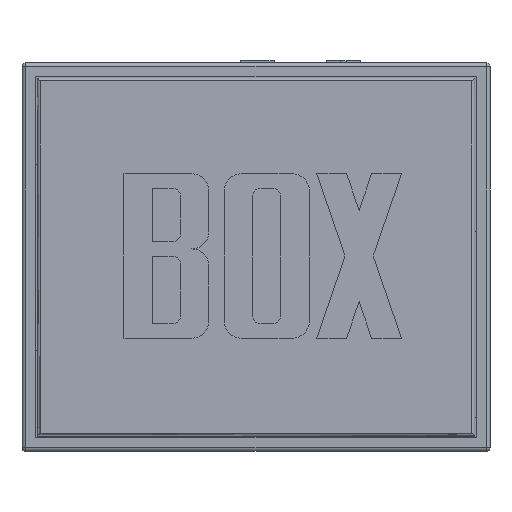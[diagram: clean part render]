
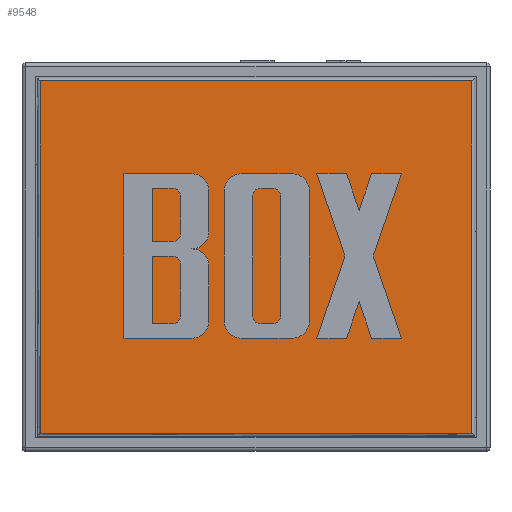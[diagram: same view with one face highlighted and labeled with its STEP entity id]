
A CAD part, front view. The second image highlights one B-rep face of the part: STEP entity #9548.
In plain terms, the highlighted planar face has unit normal (0, -1, 0).
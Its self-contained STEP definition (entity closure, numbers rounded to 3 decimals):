
#9152 = CYLINDRICAL_SURFACE('',#9153,0.5);
#9153 = AXIS2_PLACEMENT_3D('',#9154,#9155,#9156);
#9154 = CARTESIAN_POINT('',(2.7,-29.8,3.2));
#9155 = DIRECTION('',(1.,0.,0.));
#9156 = DIRECTION('',(0.,0.,-1.));
#9232 = CYLINDRICAL_SURFACE('',#9233,0.5);
#9233 = AXIS2_PLACEMENT_3D('',#9234,#9235,#9236);
#9234 = CARTESIAN_POINT('',(3.2,-29.8,65.9));
#9235 = DIRECTION('',(0.,0.,-1.));
#9236 = DIRECTION('',(-1.,0.,0.));
#9247 = VERTEX_POINT('',#9248);
#9248 = CARTESIAN_POINT('',(3.2,-30.3,3.2));
#9293 = EDGE_CURVE('',#9247,#9294,#9296,.T.);
#9294 = VERTEX_POINT('',#9295);
#9295 = CARTESIAN_POINT('',(79.4,-30.3,3.2));
#9296 = SURFACE_CURVE('',#9297,(#9301,#9307),.PCURVE_S1.);
#9297 = LINE('',#9298,#9299);
#9298 = CARTESIAN_POINT('',(2.7,-30.3,3.2));
#9299 = VECTOR('',#9300,1.);
#9300 = DIRECTION('',(1.,0.,0.));
#9301 = PCURVE('',#9152,#9302);
#9302 = DEFINITIONAL_REPRESENTATION('',(#9303),#9306);
#9303 = B_SPLINE_CURVE_WITH_KNOTS('',1,(#9304,#9305),.UNSPECIFIED.,.F.,
  .F.,(2,2),(0.5,76.7),.PIECEWISE_BEZIER_KNOTS.);
#9304 = CARTESIAN_POINT('',(-1.571,0.5));
#9305 = CARTESIAN_POINT('',(-1.571,76.7));
#9306 = ( GEOMETRIC_REPRESENTATION_CONTEXT(2) 
PARAMETRIC_REPRESENTATION_CONTEXT() REPRESENTATION_CONTEXT('2D SPACE',''
  ) );
#9307 = PCURVE('',#9308,#9313);
#9308 = PLANE('',#9309);
#9309 = AXIS2_PLACEMENT_3D('',#9310,#9311,#9312);
#9310 = CARTESIAN_POINT('',(41.3,-30.3,34.3));
#9311 = DIRECTION('',(0.,-1.,0.));
#9312 = DIRECTION('',(0.,0.,-1.));
#9313 = DEFINITIONAL_REPRESENTATION('',(#9314),#9318);
#9314 = LINE('',#9315,#9316);
#9315 = CARTESIAN_POINT('',(31.1,-38.6));
#9316 = VECTOR('',#9317,1.);
#9317 = DIRECTION('',(0.,1.));
#9318 = ( GEOMETRIC_REPRESENTATION_CONTEXT(2) 
PARAMETRIC_REPRESENTATION_CONTEXT() REPRESENTATION_CONTEXT('2D SPACE',''
  ) );
#9341 = CYLINDRICAL_SURFACE('',#9342,0.5);
#9342 = AXIS2_PLACEMENT_3D('',#9343,#9344,#9345);
#9343 = CARTESIAN_POINT('',(79.4,-29.8,2.7));
#9344 = DIRECTION('',(0.,0.,1.));
#9345 = DIRECTION('',(1.,0.,0.));
#9477 = CYLINDRICAL_SURFACE('',#9478,0.5);
#9478 = AXIS2_PLACEMENT_3D('',#9479,#9480,#9481);
#9479 = CARTESIAN_POINT('',(79.9,-29.8,65.4));
#9480 = DIRECTION('',(-1.,0.,0.));
#9481 = DIRECTION('',(0.,0.,1.));
#9492 = VERTEX_POINT('',#9493);
#9493 = CARTESIAN_POINT('',(3.2,-30.3,65.4));
#9527 = EDGE_CURVE('',#9492,#9247,#9528,.T.);
#9528 = SURFACE_CURVE('',#9529,(#9533,#9539),.PCURVE_S1.);
#9529 = LINE('',#9530,#9531);
#9530 = CARTESIAN_POINT('',(3.2,-30.3,65.9));
#9531 = VECTOR('',#9532,1.);
#9532 = DIRECTION('',(0.,0.,-1.));
#9533 = PCURVE('',#9232,#9534);
#9534 = DEFINITIONAL_REPRESENTATION('',(#9535),#9538);
#9535 = B_SPLINE_CURVE_WITH_KNOTS('',1,(#9536,#9537),.UNSPECIFIED.,.F.,
  .F.,(2,2),(0.5,62.7),.PIECEWISE_BEZIER_KNOTS.);
#9536 = CARTESIAN_POINT('',(-1.571,0.5));
#9537 = CARTESIAN_POINT('',(-1.571,62.7));
#9538 = ( GEOMETRIC_REPRESENTATION_CONTEXT(2) 
PARAMETRIC_REPRESENTATION_CONTEXT() REPRESENTATION_CONTEXT('2D SPACE',''
  ) );
#9539 = PCURVE('',#9308,#9540);
#9540 = DEFINITIONAL_REPRESENTATION('',(#9541),#9545);
#9541 = LINE('',#9542,#9543);
#9542 = CARTESIAN_POINT('',(-31.6,-38.1));
#9543 = VECTOR('',#9544,1.);
#9544 = DIRECTION('',(1.,0.));
#9545 = ( GEOMETRIC_REPRESENTATION_CONTEXT(2) 
PARAMETRIC_REPRESENTATION_CONTEXT() REPRESENTATION_CONTEXT('2D SPACE',''
  ) );
#9548 = ADVANCED_FACE('',(#9549),#9308,.T.);
#9549 = FACE_BOUND('',#9550,.T.);
#9550 = EDGE_LOOP('',(#9551,#9552,#9574,#9594));
#9551 = ORIENTED_EDGE('',*,*,#9293,.T.);
#9552 = ORIENTED_EDGE('',*,*,#9553,.T.);
#9553 = EDGE_CURVE('',#9294,#9554,#9556,.T.);
#9554 = VERTEX_POINT('',#9555);
#9555 = CARTESIAN_POINT('',(79.4,-30.3,65.4));
#9556 = SURFACE_CURVE('',#9557,(#9561,#9568),.PCURVE_S1.);
#9557 = LINE('',#9558,#9559);
#9558 = CARTESIAN_POINT('',(79.4,-30.3,2.7));
#9559 = VECTOR('',#9560,1.);
#9560 = DIRECTION('',(0.,0.,1.));
#9561 = PCURVE('',#9308,#9562);
#9562 = DEFINITIONAL_REPRESENTATION('',(#9563),#9567);
#9563 = LINE('',#9564,#9565);
#9564 = CARTESIAN_POINT('',(31.6,38.1));
#9565 = VECTOR('',#9566,1.);
#9566 = DIRECTION('',(-1.,0.));
#9567 = ( GEOMETRIC_REPRESENTATION_CONTEXT(2) 
PARAMETRIC_REPRESENTATION_CONTEXT() REPRESENTATION_CONTEXT('2D SPACE',''
  ) );
#9568 = PCURVE('',#9341,#9569);
#9569 = DEFINITIONAL_REPRESENTATION('',(#9570),#9573);
#9570 = B_SPLINE_CURVE_WITH_KNOTS('',1,(#9571,#9572),.UNSPECIFIED.,.F.,
  .F.,(2,2),(0.5,62.7),.PIECEWISE_BEZIER_KNOTS.);
#9571 = CARTESIAN_POINT('',(-1.571,0.5));
#9572 = CARTESIAN_POINT('',(-1.571,62.7));
#9573 = ( GEOMETRIC_REPRESENTATION_CONTEXT(2) 
PARAMETRIC_REPRESENTATION_CONTEXT() REPRESENTATION_CONTEXT('2D SPACE',''
  ) );
#9574 = ORIENTED_EDGE('',*,*,#9575,.T.);
#9575 = EDGE_CURVE('',#9554,#9492,#9576,.T.);
#9576 = SURFACE_CURVE('',#9577,(#9581,#9588),.PCURVE_S1.);
#9577 = LINE('',#9578,#9579);
#9578 = CARTESIAN_POINT('',(79.9,-30.3,65.4));
#9579 = VECTOR('',#9580,1.);
#9580 = DIRECTION('',(-1.,0.,0.));
#9581 = PCURVE('',#9308,#9582);
#9582 = DEFINITIONAL_REPRESENTATION('',(#9583),#9587);
#9583 = LINE('',#9584,#9585);
#9584 = CARTESIAN_POINT('',(-31.1,38.6));
#9585 = VECTOR('',#9586,1.);
#9586 = DIRECTION('',(0.,-1.));
#9587 = ( GEOMETRIC_REPRESENTATION_CONTEXT(2) 
PARAMETRIC_REPRESENTATION_CONTEXT() REPRESENTATION_CONTEXT('2D SPACE',''
  ) );
#9588 = PCURVE('',#9477,#9589);
#9589 = DEFINITIONAL_REPRESENTATION('',(#9590),#9593);
#9590 = B_SPLINE_CURVE_WITH_KNOTS('',1,(#9591,#9592),.UNSPECIFIED.,.F.,
  .F.,(2,2),(0.5,76.7),.PIECEWISE_BEZIER_KNOTS.);
#9591 = CARTESIAN_POINT('',(-1.571,0.5));
#9592 = CARTESIAN_POINT('',(-1.571,76.7));
#9593 = ( GEOMETRIC_REPRESENTATION_CONTEXT(2) 
PARAMETRIC_REPRESENTATION_CONTEXT() REPRESENTATION_CONTEXT('2D SPACE',''
  ) );
#9594 = ORIENTED_EDGE('',*,*,#9527,.T.);
